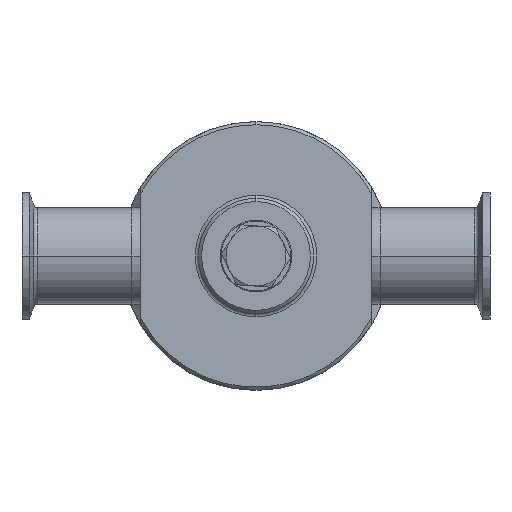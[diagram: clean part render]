
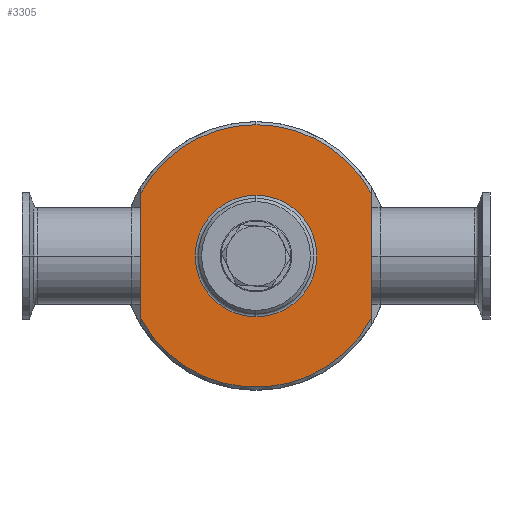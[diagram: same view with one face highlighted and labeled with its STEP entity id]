
A CAD part, front view. The second image highlights one B-rep face of the part: STEP entity #3305.
In plain terms, the highlighted planar face has unit normal (0, -1, 0).
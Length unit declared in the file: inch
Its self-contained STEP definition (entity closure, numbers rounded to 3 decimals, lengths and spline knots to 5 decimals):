
#41 = DIRECTION ( 'NONE',  ( 0., 0., 1. ) ) ;
#119 = CARTESIAN_POINT ( 'NONE',  ( 1.8, 0.375, 0.98107 ) ) ;
#256 = CIRCLE ( 'NONE', #7245, 2.05 ) ;
#300 = DIRECTION ( 'NONE',  ( 0., 0., -1. ) ) ;
#314 = CARTESIAN_POINT ( 'NONE',  ( 0., 0.375, 0.95 ) ) ;
#449 = AXIS2_PLACEMENT_3D ( 'NONE', #1772, #2944, #3462 ) ;
#468 = VERTEX_POINT ( 'NONE', #5804 ) ;
#626 = EDGE_CURVE ( 'NONE', #1973, #468, #6365, .T. ) ;
#798 = ORIENTED_EDGE ( 'NONE', *, *, #626, .T. ) ;
#829 = EDGE_CURVE ( 'NONE', #1519, #3720, #6285, .T. ) ;
#990 = AXIS2_PLACEMENT_3D ( 'NONE', #5399, #2035, #5428 ) ;
#1009 = EDGE_LOOP ( 'NONE', ( #798, #4798 ) ) ;
#1172 = DIRECTION ( 'NONE',  ( 0., -1., 0. ) ) ;
#1223 = DIRECTION ( 'NONE',  ( 0., -1., 0. ) ) ;
#1494 = EDGE_CURVE ( 'NONE', #6076, #3720, #7238, .T. ) ;
#1519 = VERTEX_POINT ( 'NONE', #119 ) ;
#1666 = VERTEX_POINT ( 'NONE', #7188 ) ;
#1714 = CARTESIAN_POINT ( 'NONE',  ( 0., 0.375, 0. ) ) ;
#1772 = CARTESIAN_POINT ( 'NONE',  ( 0., 0.375, 0. ) ) ;
#1836 = CIRCLE ( 'NONE', #6529, 0.95 ) ;
#1973 = VERTEX_POINT ( 'NONE', #314 ) ;
#2035 = DIRECTION ( 'NONE',  ( 0., 1., 0. ) ) ;
#2077 = AXIS2_PLACEMENT_3D ( 'NONE', #2368, #1223, #2888 ) ;
#2276 = VERTEX_POINT ( 'NONE', #5345 ) ;
#2368 = CARTESIAN_POINT ( 'NONE',  ( 0., 0.375, 0. ) ) ;
#2530 = CARTESIAN_POINT ( 'NONE',  ( -1.8, 0.375, -0.98107 ) ) ;
#2867 = CARTESIAN_POINT ( 'NONE',  ( -1.8, 0.375, -2.1 ) ) ;
#2888 = DIRECTION ( 'NONE',  ( 0., 0., 1. ) ) ;
#2944 = DIRECTION ( 'NONE',  ( 0., 1., 0. ) ) ;
#3073 = DIRECTION ( 'NONE',  ( 0., 1., 0. ) ) ;
#3305 = ADVANCED_FACE ( 'NONE', ( #5577, #4092 ), #4303, .F. ) ;
#3462 = DIRECTION ( 'NONE',  ( 0., 0., 1. ) ) ;
#3463 = DIRECTION ( 'NONE',  ( 0., 0., 1. ) ) ;
#3561 = LINE ( 'NONE', #2867, #6799 ) ;
#3667 = ORIENTED_EDGE ( 'NONE', *, *, #4671, .T. ) ;
#3720 = VERTEX_POINT ( 'NONE', #5770 ) ;
#3796 = ORIENTED_EDGE ( 'NONE', *, *, #1494, .T. ) ;
#3981 = EDGE_CURVE ( 'NONE', #468, #1973, #1836, .T. ) ;
#4083 = VECTOR ( 'NONE', #300, 39.37008 ) ;
#4092 = FACE_OUTER_BOUND ( 'NONE', #5974, .T. ) ;
#4104 = CIRCLE ( 'NONE', #2077, 2.05 ) ;
#4159 = CARTESIAN_POINT ( 'NONE',  ( 1.8, 0.375, -2.1 ) ) ;
#4303 = PLANE ( 'NONE',  #990 ) ;
#4449 = DIRECTION ( 'NONE',  ( 0., 0., 1. ) ) ;
#4508 = EDGE_CURVE ( 'NONE', #1519, #1666, #256, .T. ) ;
#4533 = CARTESIAN_POINT ( 'NONE',  ( 0., 0.375, 0. ) ) ;
#4671 = EDGE_CURVE ( 'NONE', #1666, #2276, #4104, .T. ) ;
#4798 = ORIENTED_EDGE ( 'NONE', *, *, #3981, .T. ) ;
#4858 = ORIENTED_EDGE ( 'NONE', *, *, #6330, .F. ) ;
#5084 = ORIENTED_EDGE ( 'NONE', *, *, #4508, .T. ) ;
#5124 = AXIS2_PLACEMENT_3D ( 'NONE', #4533, #5631, #3463 ) ;
#5345 = CARTESIAN_POINT ( 'NONE',  ( -1.8, 0.375, 0.98107 ) ) ;
#5399 = CARTESIAN_POINT ( 'NONE',  ( -2.1, 0.375, 0. ) ) ;
#5428 = DIRECTION ( 'NONE',  ( 0., 0., 1. ) ) ;
#5577 = FACE_BOUND ( 'NONE', #1009, .T. ) ;
#5631 = DIRECTION ( 'NONE',  ( 0., -1., 0. ) ) ;
#5770 = CARTESIAN_POINT ( 'NONE',  ( 1.8, 0.375, -0.98107 ) ) ;
#5804 = CARTESIAN_POINT ( 'NONE',  ( 0., 0.375, -0.95 ) ) ;
#5974 = EDGE_LOOP ( 'NONE', ( #6345, #5084, #3667, #4858, #3796 ) ) ;
#6076 = VERTEX_POINT ( 'NONE', #2530 ) ;
#6285 = LINE ( 'NONE', #4159, #4083 ) ;
#6330 = EDGE_CURVE ( 'NONE', #6076, #2276, #3561, .T. ) ;
#6345 = ORIENTED_EDGE ( 'NONE', *, *, #829, .F. ) ;
#6365 = CIRCLE ( 'NONE', #449, 0.95 ) ;
#6477 = CARTESIAN_POINT ( 'NONE',  ( 0., 0.375, 0. ) ) ;
#6529 = AXIS2_PLACEMENT_3D ( 'NONE', #6477, #3073, #6989 ) ;
#6799 = VECTOR ( 'NONE', #41, 39.37008 ) ;
#6989 = DIRECTION ( 'NONE',  ( 0., 0., 1. ) ) ;
#7188 = CARTESIAN_POINT ( 'NONE',  ( 0., 0.375, 2.05 ) ) ;
#7238 = CIRCLE ( 'NONE', #5124, 2.05 ) ;
#7245 = AXIS2_PLACEMENT_3D ( 'NONE', #1714, #1172, #4449 ) ;
